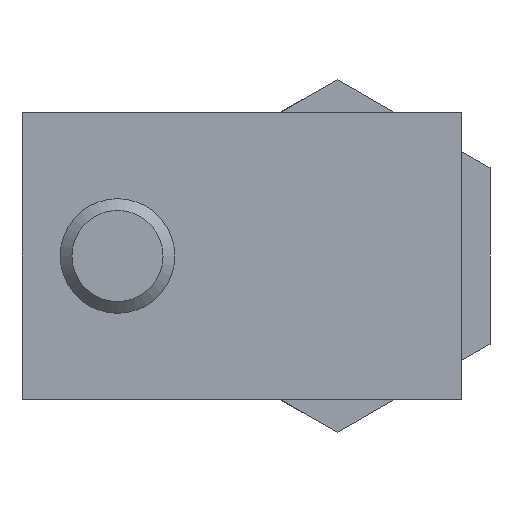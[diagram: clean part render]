
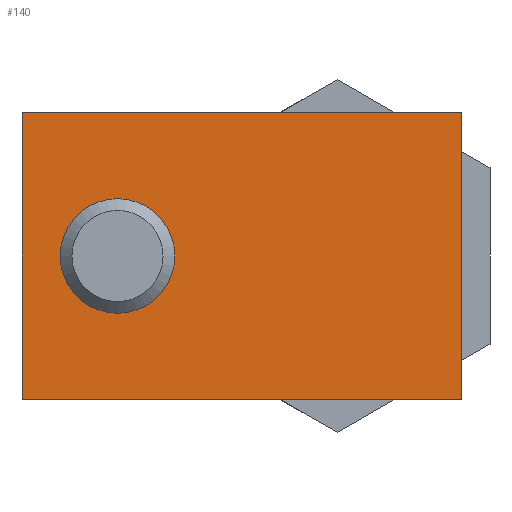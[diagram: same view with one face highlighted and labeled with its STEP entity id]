
A CAD part, front view. The second image highlights one B-rep face of the part: STEP entity #140.
In plain terms, the highlighted planar face has unit normal (0, -1, 0).
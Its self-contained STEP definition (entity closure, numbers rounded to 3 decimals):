
#140 = ADVANCED_FACE( '', ( #288, #289 ), #290, .F. );
#288 = FACE_BOUND( '', #433, .T. );
#289 = FACE_OUTER_BOUND( '', #434, .T. );
#290 = PLANE( '', #435 );
#433 = EDGE_LOOP( '', ( #760 ) );
#434 = EDGE_LOOP( '', ( #761, #762, #763, #764 ) );
#435 = AXIS2_PLACEMENT_3D( '', #765, #766, #767 );
#760 = ORIENTED_EDGE( '', *, *, #881, .F. );
#761 = ORIENTED_EDGE( '', *, *, #853, .T. );
#762 = ORIENTED_EDGE( '', *, *, #911, .F. );
#763 = ORIENTED_EDGE( '', *, *, #927, .F. );
#764 = ORIENTED_EDGE( '', *, *, #928, .T. );
#765 = CARTESIAN_POINT( '', ( 6., -14., 7.5 ) );
#766 = DIRECTION( '', ( 0., 1., 0. ) );
#767 = DIRECTION( '', ( 0., 0., 1. ) );
#853 = EDGE_CURVE( '', #1010, #1022, #1024, .T. );
#881 = EDGE_CURVE( '', #1065, #1065, #1066, .F. );
#911 = EDGE_CURVE( '', #1102, #1022, #1104, .T. );
#927 = EDGE_CURVE( '', #1123, #1102, #1124, .T. );
#928 = EDGE_CURVE( '', #1123, #1010, #1125, .T. );
#1010 = VERTEX_POINT( '', #1237 );
#1022 = VERTEX_POINT( '', #1255 );
#1024 = LINE( '', #1258, #1259 );
#1065 = VERTEX_POINT( '', #1315 );
#1066 = CIRCLE( '', #1316, 3. );
#1102 = VERTEX_POINT( '', #1369 );
#1104 = LINE( '', #1372, #1373 );
#1123 = VERTEX_POINT( '', #1398 );
#1124 = LINE( '', #1399, #1400 );
#1125 = LINE( '', #1401, #1402 );
#1237 = CARTESIAN_POINT( '', ( -17., -14., 7.5 ) );
#1255 = CARTESIAN_POINT( '', ( -17., -14., -7.5 ) );
#1258 = CARTESIAN_POINT( '', ( -17., -14., 7.5 ) );
#1259 = VECTOR( '', #1462, 1000. );
#1315 = CARTESIAN_POINT( '', ( -12., -14., 3. ) );
#1316 = AXIS2_PLACEMENT_3D( '', #1487, #1488, #1489 );
#1369 = CARTESIAN_POINT( '', ( 6., -14., -7.5 ) );
#1372 = CARTESIAN_POINT( '', ( 6., -14., -7.5 ) );
#1373 = VECTOR( '', #1511, 1000. );
#1398 = CARTESIAN_POINT( '', ( 6., -14., 7.5 ) );
#1399 = CARTESIAN_POINT( '', ( 6., -14., 7.5 ) );
#1400 = VECTOR( '', #1521, 1000. );
#1401 = CARTESIAN_POINT( '', ( 6., -14., 7.5 ) );
#1402 = VECTOR( '', #1522, 1000. );
#1462 = DIRECTION( '', ( 0., 0., -1. ) );
#1487 = CARTESIAN_POINT( '', ( -12., -14., 0. ) );
#1488 = DIRECTION( '', ( 0., 1., 0. ) );
#1489 = DIRECTION( '', ( 0., 0., 1. ) );
#1511 = DIRECTION( '', ( -1., 0., 0. ) );
#1521 = DIRECTION( '', ( 0., 0., -1. ) );
#1522 = DIRECTION( '', ( -1., 0., 0. ) );
